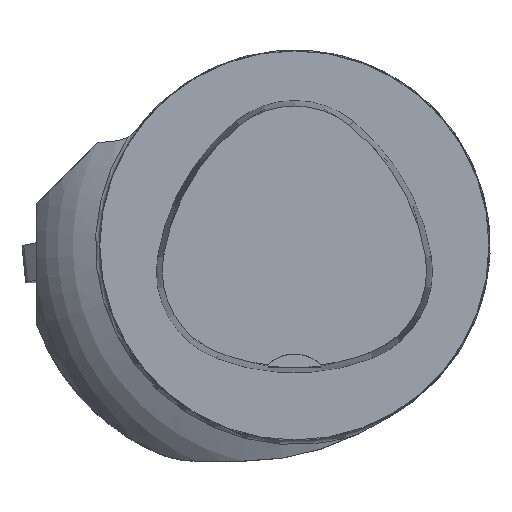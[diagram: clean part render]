
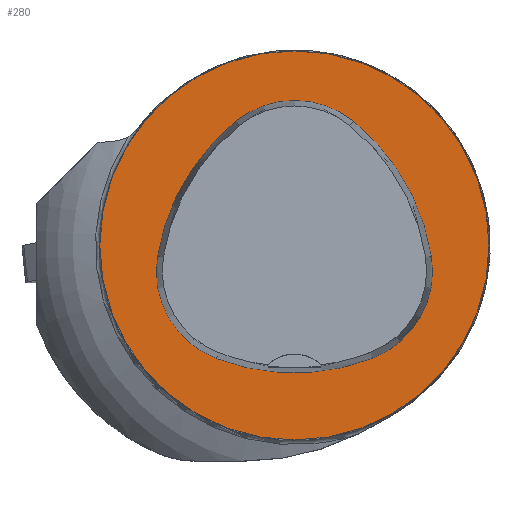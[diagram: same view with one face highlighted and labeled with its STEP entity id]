
A CAD part, top view. The second image highlights one B-rep face of the part: STEP entity #280.
In plain terms, the highlighted planar face has unit normal (0, 0, 1).
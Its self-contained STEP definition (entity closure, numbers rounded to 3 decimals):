
#152=PLANE('',#1455);
#280=ADVANCED_FACE('',(#529,#530),#152,.T.);
#529=FACE_BOUND('',#590,.T.);
#530=FACE_BOUND('',#591,.T.);
#590=EDGE_LOOP('',(#867,#868,#869,#870,#871,#872));
#591=EDGE_LOOP('',(#873));
#867=ORIENTED_EDGE('',*,*,#1213,.T.);
#868=ORIENTED_EDGE('',*,*,#1193,.T.);
#869=ORIENTED_EDGE('',*,*,#1197,.T.);
#870=ORIENTED_EDGE('',*,*,#1200,.T.);
#871=ORIENTED_EDGE('',*,*,#1203,.T.);
#872=ORIENTED_EDGE('',*,*,#1211,.T.);
#873=ORIENTED_EDGE('',*,*,#1088,.F.);
#973=VERTEX_POINT('',#1891);
#1045=VERTEX_POINT('',#2257);
#1046=VERTEX_POINT('',#2258);
#1049=VERTEX_POINT('',#2266);
#1051=VERTEX_POINT('',#2272);
#1053=VERTEX_POINT('',#2278);
#1060=VERTEX_POINT('',#2299);
#1088=EDGE_CURVE('',#973,#973,#1252,.T.);
#1193=EDGE_CURVE('',#1045,#1046,#1265,.T.);
#1197=EDGE_CURVE('',#1046,#1049,#1267,.T.);
#1200=EDGE_CURVE('',#1049,#1051,#1269,.T.);
#1203=EDGE_CURVE('',#1051,#1053,#1271,.T.);
#1211=EDGE_CURVE('',#1053,#1060,#1275,.T.);
#1213=EDGE_CURVE('',#1060,#1045,#1277,.T.);
#1252=CIRCLE('',#1365,25.);
#1265=CIRCLE('',#1433,28.);
#1267=CIRCLE('',#1436,12.);
#1269=CIRCLE('',#1439,28.);
#1271=CIRCLE('',#1442,12.);
#1275=CIRCLE('',#1447,28.);
#1277=CIRCLE('',#1450,12.);
#1365=AXIS2_PLACEMENT_3D('',#1890,#1520,#1521);
#1433=AXIS2_PLACEMENT_3D('',#2256,#1705,#1706);
#1436=AXIS2_PLACEMENT_3D('',#2265,#1713,#1714);
#1439=AXIS2_PLACEMENT_3D('',#2271,#1720,#1721);
#1442=AXIS2_PLACEMENT_3D('',#2277,#1727,#1728);
#1447=AXIS2_PLACEMENT_3D('',#2300,#1739,#1740);
#1450=AXIS2_PLACEMENT_3D('',#2303,#1745,#1746);
#1455=AXIS2_PLACEMENT_3D('',#2308,#1755,#1756);
#1520=DIRECTION('',(0.,0.,-1.));
#1521=DIRECTION('',(-1.,0.,0.));
#1705=DIRECTION('',(0.,0.,-1.));
#1706=DIRECTION('',(-1.,0.,0.));
#1713=DIRECTION('',(0.,0.,-1.));
#1714=DIRECTION('',(-1.,0.,0.));
#1720=DIRECTION('',(0.,0.,-1.));
#1721=DIRECTION('',(-1.,0.,0.));
#1727=DIRECTION('',(0.,0.,-1.));
#1728=DIRECTION('',(-1.,0.,0.));
#1739=DIRECTION('',(0.,0.,-1.));
#1740=DIRECTION('',(-1.,0.,0.));
#1745=DIRECTION('',(0.,0.,-1.));
#1746=DIRECTION('',(-1.,0.,0.));
#1755=DIRECTION('',(0.,0.,1.));
#1756=DIRECTION('',(1.,0.,0.));
#1890=CARTESIAN_POINT('',(0.,0.,0.));
#1891=CARTESIAN_POINT('',(-25.,0.,0.));
#2256=CARTESIAN_POINT('',(10.068,-5.824,0.));
#2257=CARTESIAN_POINT('',(-17.584,-1.424,0.));
#2258=CARTESIAN_POINT('',(-7.531,15.953,0.));
#2265=CARTESIAN_POINT('',(0.011,6.62,0.));
#2266=CARTESIAN_POINT('',(7.567,15.942,0.));
#2271=CARTESIAN_POINT('',(-10.063,-5.81,0.));
#2272=CARTESIAN_POINT('',(17.59,-1.418,0.));
#2277=CARTESIAN_POINT('',(5.739,-3.3,0.));
#2278=CARTESIAN_POINT('',(10.05,-14.499,0.));
#2299=CARTESIAN_POINT('',(-10.025,-14.516,0.));
#2300=CARTESIAN_POINT('',(-0.01,11.631,0.));
#2303=CARTESIAN_POINT('',(-5.733,-3.31,0.));
#2308=CARTESIAN_POINT('',(0.,0.,0.));
